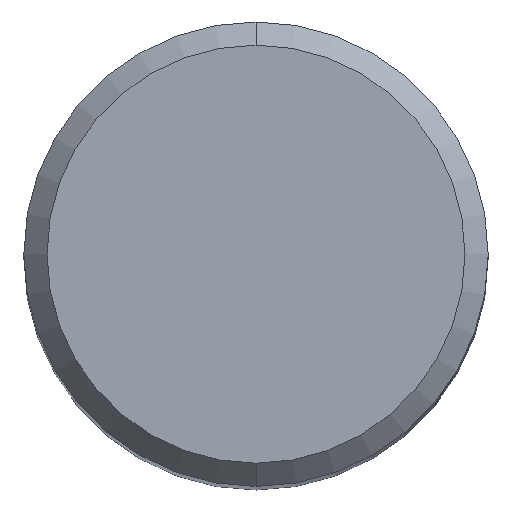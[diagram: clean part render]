
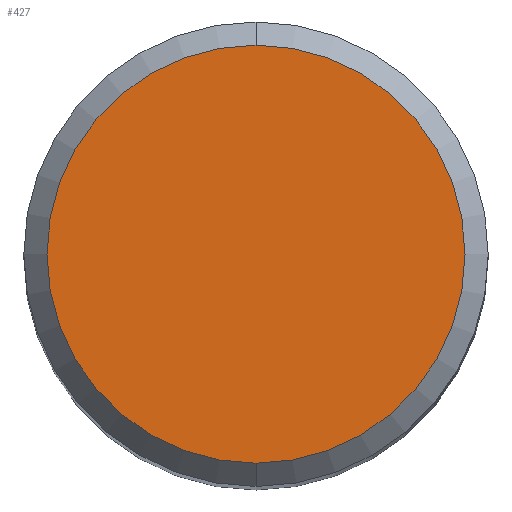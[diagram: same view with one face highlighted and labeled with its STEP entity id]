
A CAD part, top view. The second image highlights one B-rep face of the part: STEP entity #427.
In plain terms, the highlighted planar face has unit normal (0, 0, 1).
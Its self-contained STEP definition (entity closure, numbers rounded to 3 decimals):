
#215=VERTEX_POINT('',#511);
#273=EDGE_CURVE('',#215,#335,#576,.T.);
#333=EDGE_CURVE('',#335,#215,#643,.T.);
#335=VERTEX_POINT('',#645);
#427=ADVANCED_FACE('',(#744),#745,.T.);
#511=CARTESIAN_POINT('',(0.0,3.6,0.0));
#576=CIRCLE('',#1051,3.6);
#643=CIRCLE('',#1151,3.6);
#645=CARTESIAN_POINT('',(0.,-3.6,0.0));
#744=FACE_OUTER_BOUND('',#1368,.T.);
#745=PLANE('',#1369);
#1051=AXIS2_PLACEMENT_3D('',#1536,#1537,#1538);
#1151=AXIS2_PLACEMENT_3D('',#1610,#1611,#1612);
#1368=EDGE_LOOP('',(#1712,#1713));
#1369=AXIS2_PLACEMENT_3D('',#1714,#1715,#1716);
#1536=CARTESIAN_POINT('',(0.0,0.0,0.0));
#1537=DIRECTION('',(0.0,0.0,-1.0));
#1538=DIRECTION('',(0.0,1.0,0.0));
#1610=CARTESIAN_POINT('',(0.0,0.0,0.0));
#1611=DIRECTION('',(0.0,0.0,-1.0));
#1612=DIRECTION('',(0.0,1.0,0.0));
#1712=ORIENTED_EDGE('',*,*,#273,.F.);
#1713=ORIENTED_EDGE('',*,*,#333,.F.);
#1714=CARTESIAN_POINT('',(0.0,1.8,0.0));
#1715=DIRECTION('',(-0.0,0.0,1.0));
#1716=DIRECTION('',(0.0,-1.0,0.0));
